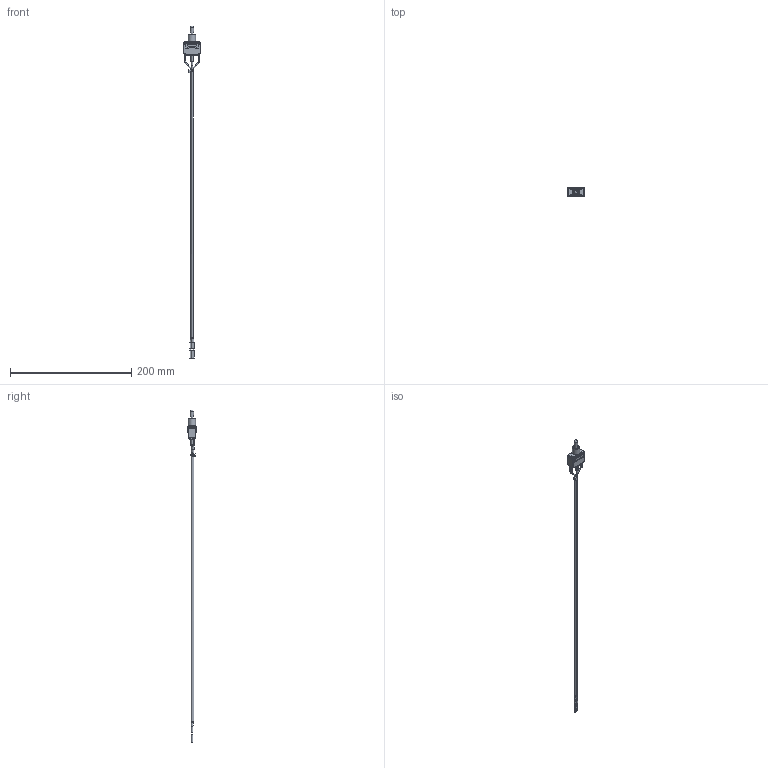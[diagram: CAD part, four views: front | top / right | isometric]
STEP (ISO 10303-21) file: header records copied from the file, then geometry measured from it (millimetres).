
FILE_DESCRIPTION(/* description */ (''),/* implementation_level */ '2;1');
FILE_NAME(/* name */ 'ST1WDD10.stp',/* time_stamp */ '2025-06-04T08:11:17-05:00',/* author */ ('mroman'),/* organization */ (''),/* preprocessor_version */ 'ST-DEVELOPER v18.1',/* originating_system */ 'Autodesk Inventor 2022',/* authorisation */ '');
FILE_SCHEMA (('AUTOMOTIVE_DESIGN { 1 0 10303 214 3 1 1 }'));
Length unit declared in the file: centimetre
Products named in the file (1): ST1WDD10
Bounding box: 28 x 15.5 x 548.3 mm (x, y, z)
Volume: 14939 mm3; surface area: 14210.1 mm2
Topology: 1 solids, 5 shells, 534 faces, 1314 edges, 789 vertices
Faces by surface type: plane 220, cylinder 181, torus 47, sphere 38, bspline 31, cone 17
Full cylindrical faces by diameter (mm): 1.34 x3, 2 x3, 2.1 x13, 2.3 x3, 5.4 x1
Entity records: 16430 total; most frequent: CARTESIAN_POINT 3652, DIRECTION 2784, ORIENTED_EDGE 2618, EDGE_CURVE 1309, AXIS2_PLACEMENT_3D 1043, VERTEX_POINT 789, LINE 698, VECTOR 698
